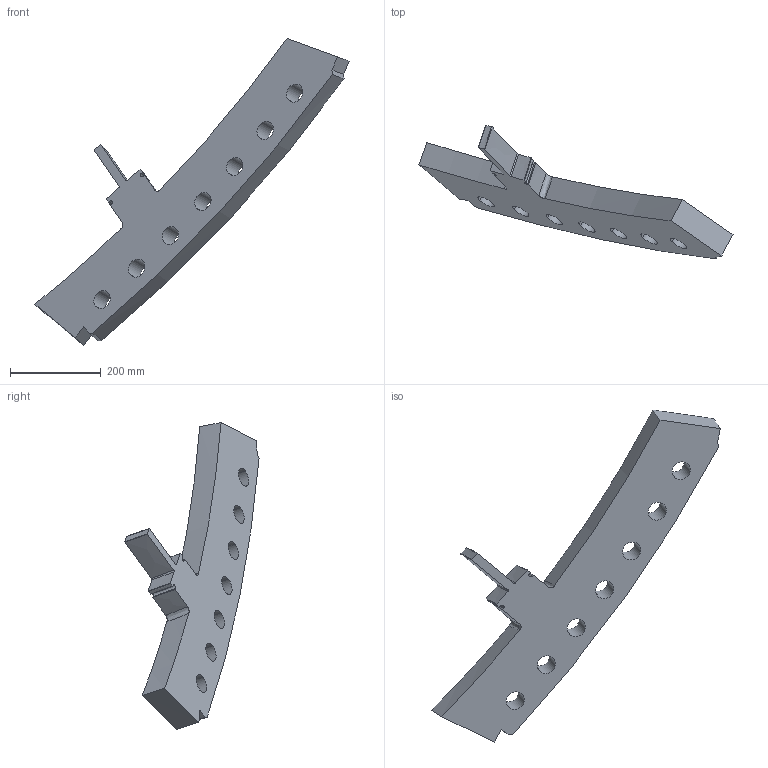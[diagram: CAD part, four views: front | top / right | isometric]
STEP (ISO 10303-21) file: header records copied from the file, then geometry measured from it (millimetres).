
FILE_DESCRIPTION((''),'2;1');
FILE_NAME('PEAR','2005-10-10T',('xdw'),('ORNL/UT-Battelle'),'PRO/ENGINEER BY PARAMETRIC TECHNOLOGY CORPORATION, 2004440','PRO/ENGINEER BY PARAMETRIC TECHNOLOGY CORPORATION, 2004440','');
FILE_SCHEMA(('CONFIG_CONTROL_DESIGN'));
Length unit declared in the file: inch
Products named in the file (1): PEAR
Bounding box: 693.03 x 295.9 x 677.3 mm (x, y, z)
Volume: 6985823.4 mm3; surface area: 438720.7 mm2
Topology: 1 solids, 1 shells, 51 faces, 147 edges, 98 vertices
Faces by surface type: bspline 35, cylinder 14, plane 2
Entity records: 2531 total; most frequent: CARTESIAN_POINT 1341, ORIENTED_EDGE 294, EDGE_CURVE 147, DIRECTION 137, VERTEX_POINT 98, B_SPLINE_CURVE_WITH_KNOTS 76, EDGE_LOOP 65, FACE_OUTER_BOUND 51
